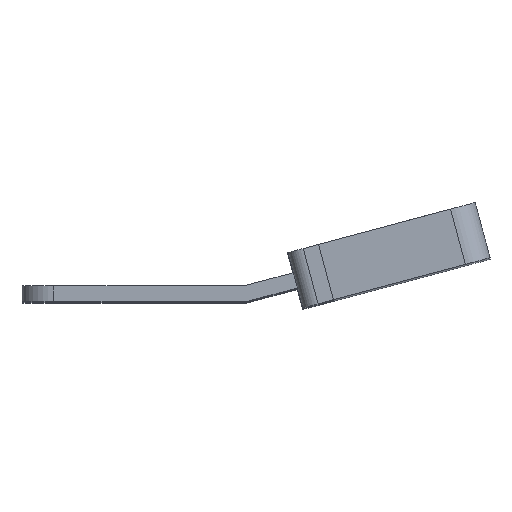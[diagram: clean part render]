
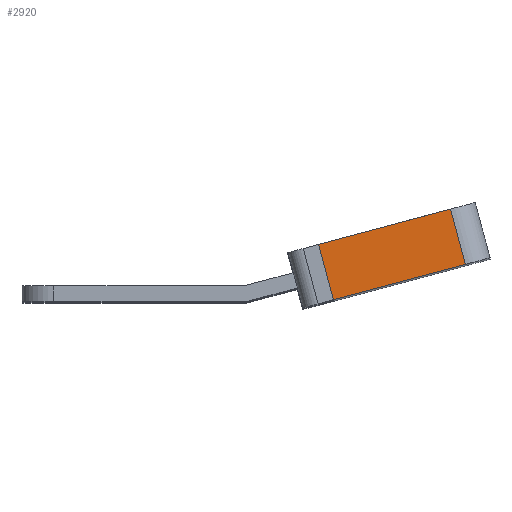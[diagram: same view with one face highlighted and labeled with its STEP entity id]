
A CAD part, top view. The second image highlights one B-rep face of the part: STEP entity #2920.
In plain terms, the highlighted face is planar.
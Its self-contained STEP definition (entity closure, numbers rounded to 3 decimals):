
#1580=CARTESIAN_POINT('',(-2.41,-0.282,-0.93));
#1590=VERTEX_POINT('',#1580);
#1750=CARTESIAN_POINT('',(-0.671,-0.748,-0.93));
#1760=VERTEX_POINT('',#1750);
#1790=CARTESIAN_POINT('',(-1.299,-0.58,-0.93));
#1800=DIRECTION('',(0.966,-0.259,0.));
#1810=VECTOR('',#1800,1.);
#1820=LINE('',#1790,#1810);
#1830=EDGE_CURVE('',#1590,#1760,#1820,.T.);
#2420=CARTESIAN_POINT('',(-1.297,3.872,-0.93));
#2430=VERTEX_POINT('',#2420);
#2460=CARTESIAN_POINT('',(0.,3.524,-0.93));
#2470=DIRECTION('',(0.966,-0.259,0.));
#2480=VECTOR('',#2470,1.);
#2490=LINE('',#2460,#2480);
#2500=CARTESIAN_POINT('',(0.442,3.406,-0.93));
#2510=VERTEX_POINT('',#2500);
#2520=EDGE_CURVE('',#2430,#2510,#2490,.T.);
#2710=CARTESIAN_POINT('',(-0.186,3.574,-0.93));
#2720=DIRECTION('',(0.,0.,-1.));
#2730=DIRECTION('',(-0.259,-0.966,0.));
#2740=AXIS2_PLACEMENT_3D('',#2710,#2720,#2730);
#2750=PLANE('',#2740);
#2760=CARTESIAN_POINT('',(-2.334,0.,-0.93));
#2770=DIRECTION('',(0.259,0.966,0.));
#2780=VECTOR('',#2770,1.);
#2790=LINE('',#2760,#2780);
#2800=EDGE_CURVE('',#1590,#2430,#2790,.T.);
#2810=ORIENTED_EDGE('',*,*,#2800,.T.);
#2820=ORIENTED_EDGE('',*,*,#1830,.F.);
#2830=CARTESIAN_POINT('',(-0.471,0.,-0.93));
#2840=DIRECTION('',(-0.259,-0.966,0.));
#2850=VECTOR('',#2840,1.);
#2860=LINE('',#2830,#2850);
#2870=EDGE_CURVE('',#2510,#1760,#2860,.T.);
#2880=ORIENTED_EDGE('',*,*,#2870,.T.);
#2890=ORIENTED_EDGE('',*,*,#2520,.T.);
#2900=EDGE_LOOP('',(#2890,#2880,#2820,#2810));
#2910=FACE_OUTER_BOUND('',#2900,.T.);
#2920=ADVANCED_FACE('',(#2910),#2750,.T.);
